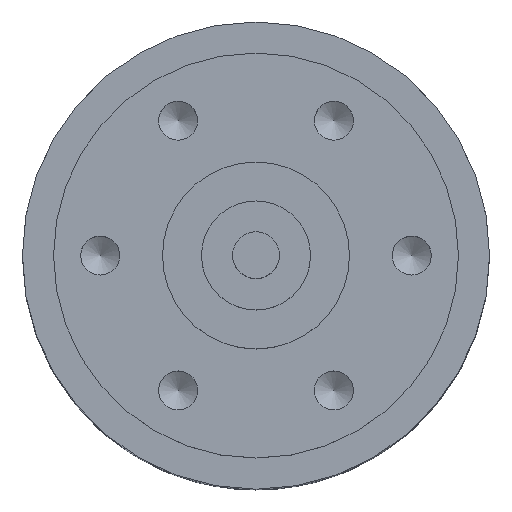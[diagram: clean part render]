
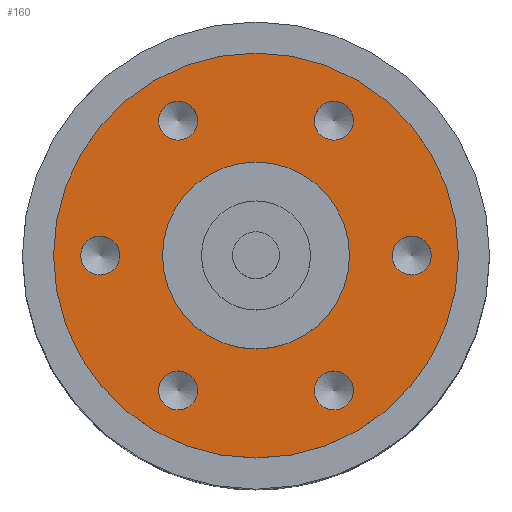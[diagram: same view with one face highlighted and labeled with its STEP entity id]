
A CAD part, top view. The second image highlights one B-rep face of the part: STEP entity #160.
In plain terms, the highlighted planar face has unit normal (0, 0, 1).
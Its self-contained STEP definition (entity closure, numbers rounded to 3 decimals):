
#160=ADVANCED_FACE('',(#245,#246,#247,#248,#249,#250,#251,#252),#201,.T.);
#201=PLANE('',#857);
#245=FACE_BOUND('',#312,.T.);
#246=FACE_BOUND('',#313,.T.);
#247=FACE_BOUND('',#314,.T.);
#248=FACE_BOUND('',#315,.T.);
#249=FACE_BOUND('',#316,.T.);
#250=FACE_BOUND('',#317,.T.);
#251=FACE_BOUND('',#318,.T.);
#252=FACE_BOUND('',#319,.T.);
#312=EDGE_LOOP('',(#513));
#313=EDGE_LOOP('',(#514));
#314=EDGE_LOOP('',(#515));
#315=EDGE_LOOP('',(#516));
#316=EDGE_LOOP('',(#517));
#317=EDGE_LOOP('',(#518));
#318=EDGE_LOOP('',(#519));
#319=EDGE_LOOP('',(#520));
#513=ORIENTED_EDGE('',*,*,#738,.T.);
#514=ORIENTED_EDGE('',*,*,#739,.T.);
#515=ORIENTED_EDGE('',*,*,#740,.T.);
#516=ORIENTED_EDGE('',*,*,#741,.T.);
#517=ORIENTED_EDGE('',*,*,#742,.T.);
#518=ORIENTED_EDGE('',*,*,#743,.T.);
#519=ORIENTED_EDGE('',*,*,#744,.T.);
#520=ORIENTED_EDGE('',*,*,#737,.F.);
#663=VERTEX_POINT('',#1214);
#664=VERTEX_POINT('',#1217);
#665=VERTEX_POINT('',#1219);
#666=VERTEX_POINT('',#1221);
#667=VERTEX_POINT('',#1223);
#668=VERTEX_POINT('',#1225);
#669=VERTEX_POINT('',#1227);
#670=VERTEX_POINT('',#1229);
#737=EDGE_CURVE('',#663,#663,#797,.T.);
#738=EDGE_CURVE('',#664,#664,#798,.T.);
#739=EDGE_CURVE('',#665,#665,#799,.T.);
#740=EDGE_CURVE('',#666,#666,#800,.T.);
#741=EDGE_CURVE('',#667,#667,#801,.T.);
#742=EDGE_CURVE('',#668,#668,#802,.T.);
#743=EDGE_CURVE('',#669,#669,#803,.T.);
#744=EDGE_CURVE('',#670,#670,#804,.T.);
#797=CIRCLE('',#848,3.);
#798=CIRCLE('',#850,0.625);
#799=CIRCLE('',#851,0.625);
#800=CIRCLE('',#852,0.625);
#801=CIRCLE('',#853,0.625);
#802=CIRCLE('',#854,0.625);
#803=CIRCLE('',#855,0.625);
#804=CIRCLE('',#856,6.5);
#848=AXIS2_PLACEMENT_3D('',#1213,#990,#991);
#850=AXIS2_PLACEMENT_3D('',#1216,#994,#995);
#851=AXIS2_PLACEMENT_3D('',#1218,#996,#997);
#852=AXIS2_PLACEMENT_3D('',#1220,#998,#999);
#853=AXIS2_PLACEMENT_3D('',#1222,#1000,#1001);
#854=AXIS2_PLACEMENT_3D('',#1224,#1002,#1003);
#855=AXIS2_PLACEMENT_3D('',#1226,#1004,#1005);
#856=AXIS2_PLACEMENT_3D('',#1228,#1006,#1007);
#857=AXIS2_PLACEMENT_3D('',#1230,#1008,#1009);
#990=DIRECTION('',(0.,0.,1.));
#991=DIRECTION('',(1.,0.,0.));
#994=DIRECTION('',(0.,0.,-1.));
#995=DIRECTION('',(-0.5,0.866,0.));
#996=DIRECTION('',(0.,0.,-1.));
#997=DIRECTION('',(0.5,0.866,0.));
#998=DIRECTION('',(0.,0.,-1.));
#999=DIRECTION('',(1.,0.,0.));
#1000=DIRECTION('',(0.,0.,-1.));
#1001=DIRECTION('',(0.5,-0.866,0.));
#1002=DIRECTION('',(0.,0.,-1.));
#1003=DIRECTION('',(-0.5,-0.866,0.));
#1004=DIRECTION('',(0.,0.,-1.));
#1005=DIRECTION('',(-1.,0.,0.));
#1006=DIRECTION('',(0.,0.,1.));
#1007=DIRECTION('',(1.,0.,0.));
#1008=DIRECTION('',(0.,0.,1.));
#1009=DIRECTION('',(1.,0.,0.));
#1213=CARTESIAN_POINT('',(0.,0.,15.8));
#1214=CARTESIAN_POINT('',(3.,0.,15.8));
#1216=CARTESIAN_POINT('',(-2.5,4.33,15.8));
#1217=CARTESIAN_POINT('',(-2.812,4.871,15.8));
#1218=CARTESIAN_POINT('',(2.5,4.33,15.8));
#1219=CARTESIAN_POINT('',(2.812,4.871,15.8));
#1220=CARTESIAN_POINT('',(5.,0.,15.8));
#1221=CARTESIAN_POINT('',(5.625,0.,15.8));
#1222=CARTESIAN_POINT('',(2.5,-4.33,15.8));
#1223=CARTESIAN_POINT('',(2.812,-4.871,15.8));
#1224=CARTESIAN_POINT('',(-2.5,-4.33,15.8));
#1225=CARTESIAN_POINT('',(-2.812,-4.871,15.8));
#1226=CARTESIAN_POINT('',(-5.,0.,15.8));
#1227=CARTESIAN_POINT('',(-5.625,0.,15.8));
#1228=CARTESIAN_POINT('',(0.,0.,15.8));
#1229=CARTESIAN_POINT('',(6.5,0.,15.8));
#1230=CARTESIAN_POINT('',(0.,3.,15.8));
